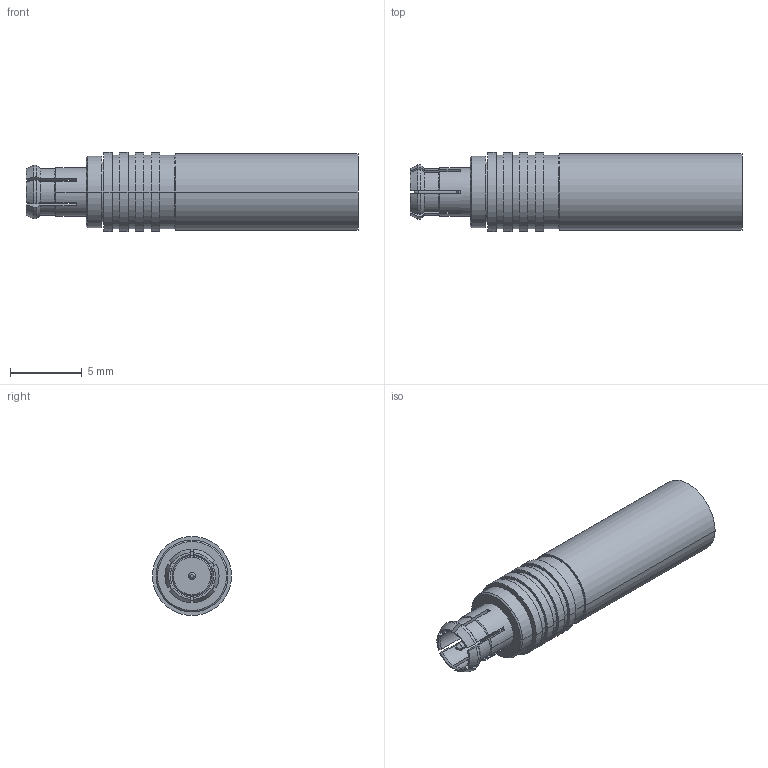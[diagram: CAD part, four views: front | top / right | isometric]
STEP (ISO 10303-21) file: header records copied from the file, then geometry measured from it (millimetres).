
FILE_DESCRIPTION((''),'2;1');
FILE_NAME('919-421P-71S12G_SW0001','2019-09-06T',('Krishnaprasath'),(''),'CREO PARAMETRIC BY PTC INC, 2018360','CREO PARAMETRIC BY PTC INC, 2018360','');
FILE_SCHEMA(('CONFIG_CONTROL_DESIGN'));
Length unit declared in the file: millimetre
Products named in the file (1): 919-421P-71S12G_SW0001
Bounding box: 23.1 x 5.5 x 5.5 mm (x, y, z)
Volume: 305.9 mm3; surface area: 679.5 mm2
Topology: 1 solids, 1 shells, 136 faces, 346 edges, 228 vertices
Faces by surface type: cylinder 58, plane 42, cone 36
Entity records: 4300 total; most frequent: CARTESIAN_POINT 930, DIRECTION 714, ORIENTED_EDGE 692, EDGE_CURVE 346, AXIS2_PLACEMENT_3D 292, VERTEX_POINT 228, CIRCLE 156, EDGE_LOOP 152
